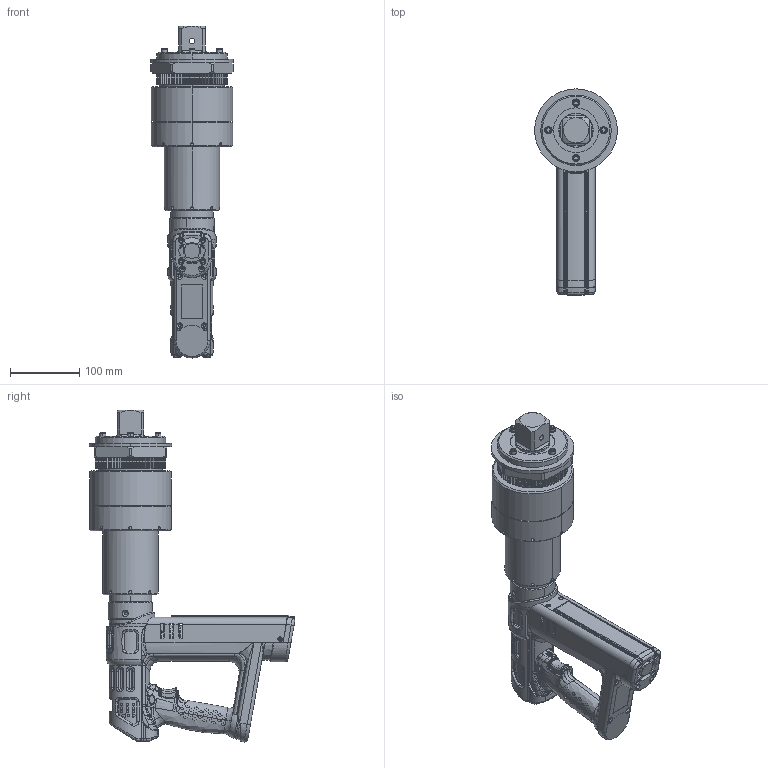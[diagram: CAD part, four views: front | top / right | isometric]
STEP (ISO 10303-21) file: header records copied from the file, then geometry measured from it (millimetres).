
FILE_DESCRIPTION((''),'2;1');
FILE_NAME('EXT_COMP_SW0011','2020-05-04T09:00:35',('INEdipo'),(''),'CREO PARAMETRIC BY PTC INC, 2018100','CREO PARAMETRIC BY PTC INC, 2018100','');
FILE_SCHEMA(('CONFIG_CONTROL_DESIGN','SHAPE_APPEARANCE_LAYERS_GROUPS'));
Length unit declared in the file: inch
Products named in the file (1): EXT_COMP_SW0011
Bounding box: 120 x 298.5 x 481.15 mm (x, y, z)
Volume: 2150933.4 mm3; surface area: 401690.8 mm2
Topology: 7 solids, 10 shells, 4143 faces, 10883 edges, 6854 vertices
Faces by surface type: cylinder 1285, plane 1269, bspline 1213, cone 204, torus 138, sphere 19, extrusion 14, revolution 1
Entity records: 216814 total; most frequent: CARTESIAN_POINT 106264, ORIENTED_EDGE 21734, DIRECTION 14286, EDGE_CURVE 10867, VERTEX_POINT 6854, AXIS2_PLACEMENT_3D 5234, B_SPLINE_CURVE_WITH_KNOTS 4761, EDGE_LOOP 4463
